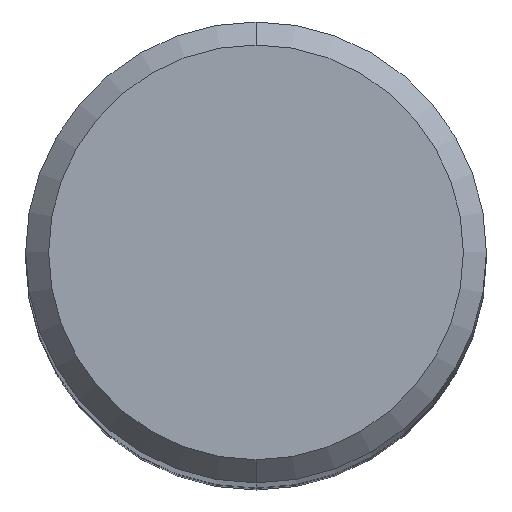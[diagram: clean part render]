
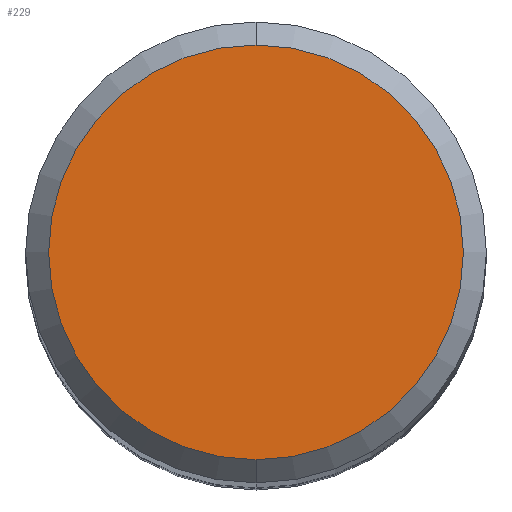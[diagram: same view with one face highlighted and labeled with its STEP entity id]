
A CAD part, top view. The second image highlights one B-rep face of the part: STEP entity #229.
In plain terms, the highlighted planar face has unit normal (0, 0, 1).
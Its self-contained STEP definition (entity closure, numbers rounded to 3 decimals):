
#229=ADVANCED_FACE('',(#553),#554,.T.);
#259=VERTEX_POINT('',#587);
#275=VERTEX_POINT('',#604);
#355=EDGE_CURVE('',#259,#275,#694,.T.);
#403=EDGE_CURVE('',#275,#259,#748,.T.);
#553=FACE_OUTER_BOUND('',#975,.T.);
#554=PLANE('',#976);
#587=CARTESIAN_POINT('',(0.0,5.4,0.0));
#604=CARTESIAN_POINT('',(0.,-5.4,0.0));
#694=CIRCLE('',#1254,5.4);
#748=CIRCLE('',#1322,5.4);
#975=EDGE_LOOP('',(#1619,#1620));
#976=AXIS2_PLACEMENT_3D('',#1621,#1622,#1623);
#1254=AXIS2_PLACEMENT_3D('',#1784,#1785,#1786);
#1322=AXIS2_PLACEMENT_3D('',#1863,#1864,#1865);
#1619=ORIENTED_EDGE('',*,*,#355,.F.);
#1620=ORIENTED_EDGE('',*,*,#403,.F.);
#1621=CARTESIAN_POINT('',(0.0,2.7,0.0));
#1622=DIRECTION('',(-0.0,0.0,1.0));
#1623=DIRECTION('',(0.0,-1.0,0.0));
#1784=CARTESIAN_POINT('',(0.0,0.0,0.0));
#1785=DIRECTION('',(0.0,0.0,-1.0));
#1786=DIRECTION('',(0.0,1.0,0.0));
#1863=CARTESIAN_POINT('',(0.0,0.0,0.0));
#1864=DIRECTION('',(0.0,0.0,-1.0));
#1865=DIRECTION('',(0.0,1.0,0.0));
